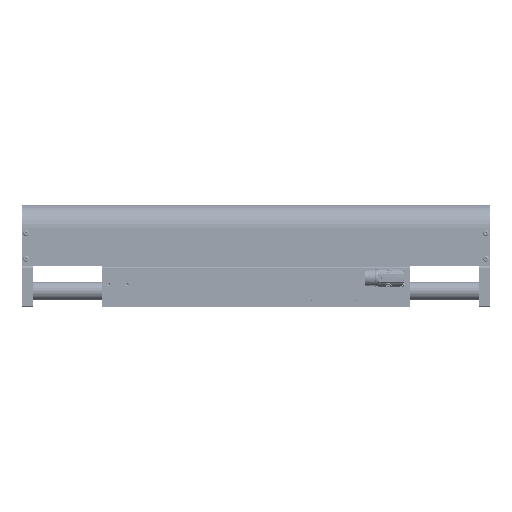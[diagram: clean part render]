
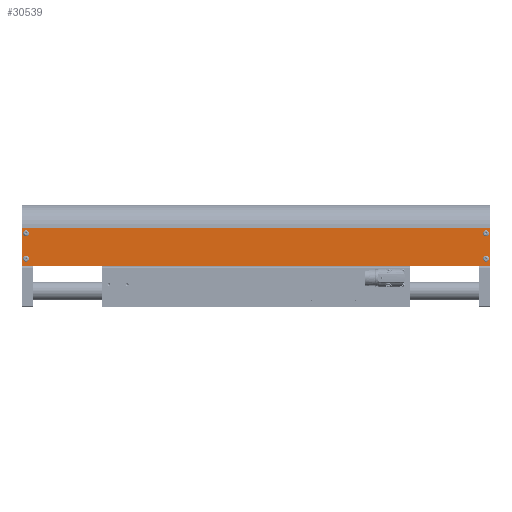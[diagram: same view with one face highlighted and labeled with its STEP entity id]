
A CAD part, top view. The second image highlights one B-rep face of the part: STEP entity #30539.
In plain terms, the highlighted face is planar.
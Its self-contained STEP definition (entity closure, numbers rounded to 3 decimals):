
#326 = CARTESIAN_POINT ( 'NONE',  ( -32., 0., 0. ) ) ;
#1522 = DIRECTION ( 'NONE',  ( 0., 1., 0. ) ) ;
#2522 = DIRECTION ( 'NONE',  ( -1., 0., 0. ) ) ;
#2858 = DIRECTION ( 'NONE',  ( -1., 0., 0. ) ) ;
#3279 = FACE_BOUND ( 'NONE', #117197, .T. ) ;
#7220 = DIRECTION ( 'NONE',  ( 0., 0., 1. ) ) ;
#8117 = LINE ( 'NONE', #144391, #18495 ) ;
#8447 = CIRCLE ( 'NONE', #17071, 2.4 ) ;
#15180 = CARTESIAN_POINT ( 'NONE',  ( -32., -42., 632. ) ) ;
#15619 = CARTESIAN_POINT ( 'NONE',  ( -32., -42., 634.4 ) ) ;
#17071 = AXIS2_PLACEMENT_3D ( 'NONE', #15180, #2522, #111722 ) ;
#17688 = DIRECTION ( 'NONE',  ( 0., 0., 1. ) ) ;
#18495 = VECTOR ( 'NONE', #7220, 1000. ) ;
#18799 = ORIENTED_EDGE ( 'NONE', *, *, #57251, .T. ) ;
#19249 = CARTESIAN_POINT ( 'NONE',  ( -32., 0., 0. ) ) ;
#19784 = CARTESIAN_POINT ( 'NONE',  ( -32., -7., 7.4 ) ) ;
#23882 = CIRCLE ( 'NONE', #66958, 2.4 ) ;
#25235 = EDGE_CURVE ( 'NONE', #168775, #168775, #23882, .T. ) ;
#26761 = FACE_BOUND ( 'NONE', #153156, .T. ) ;
#30539 = ADVANCED_FACE ( 'NONE', ( #98949, #26761, #166724, #3279, #113389 ), #154024, .F. ) ;
#32711 = DIRECTION ( 'NONE',  ( -1., 0., 0. ) ) ;
#40124 = CARTESIAN_POINT ( 'NONE',  ( -32., 0., 637. ) ) ;
#44445 = DIRECTION ( 'NONE',  ( 0., 0., 1. ) ) ;
#44878 = VERTEX_POINT ( 'NONE', #126260 ) ;
#47180 = AXIS2_PLACEMENT_3D ( 'NONE', #54689, #109778, #17688 ) ;
#48879 = ORIENTED_EDGE ( 'NONE', *, *, #58370, .T. ) ;
#49735 = AXIS2_PLACEMENT_3D ( 'NONE', #157150, #2858, #86678 ) ;
#54689 = CARTESIAN_POINT ( 'NONE',  ( -32., -42., 5. ) ) ;
#55526 = VECTOR ( 'NONE', #95316, 1000. ) ;
#57251 = EDGE_CURVE ( 'NONE', #88238, #95107, #108231, .T. ) ;
#58370 = EDGE_CURVE ( 'NONE', #148699, #177394, #8117, .T. ) ;
#59333 = EDGE_LOOP ( 'NONE', ( #165188 ) ) ;
#66958 = AXIS2_PLACEMENT_3D ( 'NONE', #148525, #32711, #44445 ) ;
#67421 = ORIENTED_EDGE ( 'NONE', *, *, #78899, .T. ) ;
#67673 = CARTESIAN_POINT ( 'NONE',  ( -32., 0., 637. ) ) ;
#69673 = EDGE_CURVE ( 'NONE', #160792, #160792, #139065, .T. ) ;
#70990 = EDGE_LOOP ( 'NONE', ( #67421, #48879, #112986, #18799 ) ) ;
#71484 = VERTEX_POINT ( 'NONE', #15619 ) ;
#71820 = CARTESIAN_POINT ( 'NONE',  ( -32., 0., 637. ) ) ;
#77343 = ORIENTED_EDGE ( 'NONE', *, *, #25235, .F. ) ;
#78899 = EDGE_CURVE ( 'NONE', #95107, #148699, #121211, .T. ) ;
#79851 = CARTESIAN_POINT ( 'NONE',  ( -32., -51.5, 637. ) ) ;
#86678 = DIRECTION ( 'NONE',  ( 0., 0., 1. ) ) ;
#88238 = VERTEX_POINT ( 'NONE', #67673 ) ;
#91473 = VECTOR ( 'NONE', #133867, 1000. ) ;
#93857 = CARTESIAN_POINT ( 'NONE',  ( -32., -7., 634.4 ) ) ;
#95107 = VERTEX_POINT ( 'NONE', #19249 ) ;
#95316 = DIRECTION ( 'NONE',  ( 0., -1., 0. ) ) ;
#95554 = EDGE_CURVE ( 'NONE', #44878, #44878, #151043, .T. ) ;
#95583 = CARTESIAN_POINT ( 'NONE',  ( -32., 0., 637. ) ) ;
#98949 = FACE_OUTER_BOUND ( 'NONE', #70990, .T. ) ;
#102995 = ORIENTED_EDGE ( 'NONE', *, *, #95554, .F. ) ;
#103443 = ORIENTED_EDGE ( 'NONE', *, *, #136642, .F. ) ;
#108231 = LINE ( 'NONE', #95583, #127640 ) ;
#109778 = DIRECTION ( 'NONE',  ( -1., 0., 0. ) ) ;
#111722 = DIRECTION ( 'NONE',  ( 0., 0., 1. ) ) ;
#112986 = ORIENTED_EDGE ( 'NONE', *, *, #147801, .F. ) ;
#113389 = FACE_BOUND ( 'NONE', #155826, .T. ) ;
#117197 = EDGE_LOOP ( 'NONE', ( #102995 ) ) ;
#121211 = LINE ( 'NONE', #326, #91473 ) ;
#126260 = CARTESIAN_POINT ( 'NONE',  ( -32., -42., 7.4 ) ) ;
#126940 = DIRECTION ( 'NONE',  ( 1., 0., 0. ) ) ;
#127640 = VECTOR ( 'NONE', #177852, 1000. ) ;
#133867 = DIRECTION ( 'NONE',  ( 0., -1., 0. ) ) ;
#135729 = AXIS2_PLACEMENT_3D ( 'NONE', #71820, #126940, #1522 ) ;
#136642 = EDGE_CURVE ( 'NONE', #71484, #71484, #8447, .T. ) ;
#139065 = CIRCLE ( 'NONE', #49735, 2.4 ) ;
#141319 = CARTESIAN_POINT ( 'NONE',  ( -32., -51.5, 0. ) ) ;
#144391 = CARTESIAN_POINT ( 'NONE',  ( -32., -51.5, 637. ) ) ;
#147801 = EDGE_CURVE ( 'NONE', #88238, #177394, #162206, .T. ) ;
#148525 = CARTESIAN_POINT ( 'NONE',  ( -32., -7., 5. ) ) ;
#148699 = VERTEX_POINT ( 'NONE', #141319 ) ;
#151043 = CIRCLE ( 'NONE', #47180, 2.4 ) ;
#153156 = EDGE_LOOP ( 'NONE', ( #103443 ) ) ;
#154024 = PLANE ( 'NONE',  #135729 ) ;
#155826 = EDGE_LOOP ( 'NONE', ( #77343 ) ) ;
#157150 = CARTESIAN_POINT ( 'NONE',  ( -32., -7., 632. ) ) ;
#160792 = VERTEX_POINT ( 'NONE', #93857 ) ;
#162206 = LINE ( 'NONE', #40124, #55526 ) ;
#165188 = ORIENTED_EDGE ( 'NONE', *, *, #69673, .F. ) ;
#166724 = FACE_BOUND ( 'NONE', #59333, .T. ) ;
#168775 = VERTEX_POINT ( 'NONE', #19784 ) ;
#177394 = VERTEX_POINT ( 'NONE', #79851 ) ;
#177852 = DIRECTION ( 'NONE',  ( 0., 0., -1. ) ) ;
